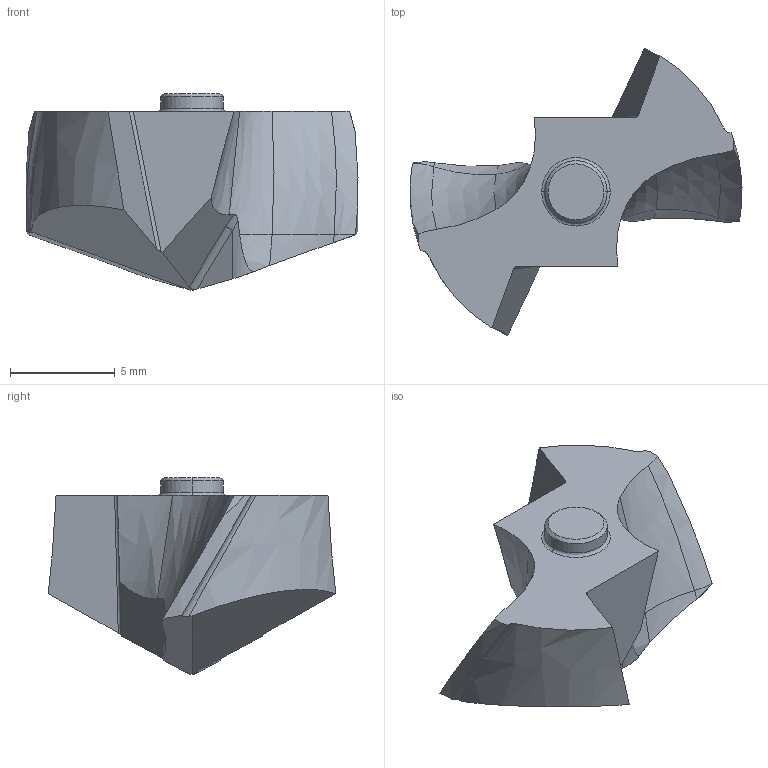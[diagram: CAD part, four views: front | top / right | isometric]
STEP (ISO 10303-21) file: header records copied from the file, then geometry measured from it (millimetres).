
FILE_DESCRIPTION((''),'2;1');
FILE_NAME('STAWN0040T','2021-03-12T10:39:53',('tlyh01'),('PTC Japan'),'CREO PARAMETRIC BY PTC INC, 2018500','CREO PARAMETRIC BY PTC INC, 2018500','');
FILE_SCHEMA(('AUTOMOTIVE_DESIGN { 1 0 10303 214 1 1 1 1 }'));
Length unit declared in the file: millimetre
Products named in the file (1): STAWN0040T
Bounding box: 15.87 x 13.74 x 9.4 mm (x, y, z)
Volume: 519.2 mm3; surface area: 472.1 mm2
Topology: 1 solids, 1 shells, 54 faces, 163 edges, 112 vertices
Faces by surface type: plane 20, bspline 20, cylinder 10, torus 2, cone 2
Entity records: 3424 total; most frequent: CARTESIAN_POINT 1686, ORIENTED_EDGE 276, PRESENTATION_STYLE_ASSIGNMENT 167, STYLED_ITEM 167, CURVE_STYLE 166, DIRECTION 146, EDGE_CURVE 138, B_SPLINE_CURVE_WITH_KNOTS 107
